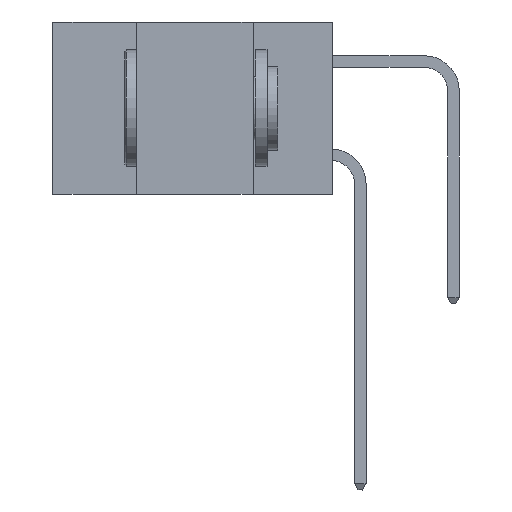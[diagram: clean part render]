
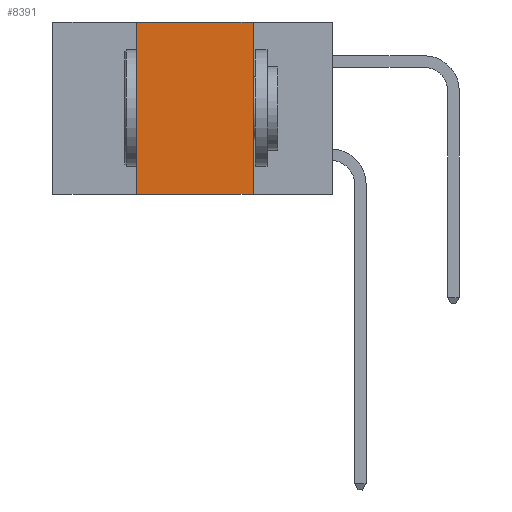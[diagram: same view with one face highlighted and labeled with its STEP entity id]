
A CAD part, left-side view. The second image highlights one B-rep face of the part: STEP entity #8391.
In plain terms, the highlighted planar face has unit normal (-1, 0, 0).
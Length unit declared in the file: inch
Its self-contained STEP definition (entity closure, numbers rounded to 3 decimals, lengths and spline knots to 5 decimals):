
#156 = VERTEX_POINT ( 'NONE', #6513 ) ;
#324 = PLANE ( 'NONE',  #5851 ) ;
#599 = ORIENTED_EDGE ( 'NONE', *, *, #10037, .F. ) ;
#638 = CARTESIAN_POINT ( 'NONE',  ( 0., 0.6, -0.37 ) ) ;
#792 = ORIENTED_EDGE ( 'NONE', *, *, #9372, .F. ) ;
#1382 = LINE ( 'NONE', #9146, #10827 ) ;
#1544 = DIRECTION ( 'NONE',  ( 0., -1., 0. ) ) ;
#1552 = VECTOR ( 'NONE', #5588, 39.37008 ) ;
#2779 = DIRECTION ( 'NONE',  ( 0., 0., -1. ) ) ;
#3218 = EDGE_CURVE ( 'NONE', #156, #7641, #3331, .T. ) ;
#3331 = LINE ( 'NONE', #638, #7899 ) ;
#3553 = EDGE_CURVE ( 'NONE', #9815, #9513, #7477, .T. ) ;
#3779 = CARTESIAN_POINT ( 'NONE',  ( 0., 0.17, -0.37 ) ) ;
#3944 = CARTESIAN_POINT ( 'NONE',  ( 0., 0.17, 0. ) ) ;
#4138 = DIRECTION ( 'NONE',  ( 1., 0., 0. ) ) ;
#4331 = CARTESIAN_POINT ( 'NONE',  ( 0., 0.6, 0. ) ) ;
#4481 = VECTOR ( 'NONE', #6791, 39.37008 ) ;
#5260 = CARTESIAN_POINT ( 'NONE',  ( 0., 0.42, 0. ) ) ;
#5588 = DIRECTION ( 'NONE',  ( 0., 0., 1. ) ) ;
#5851 = AXIS2_PLACEMENT_3D ( 'NONE', #9552, #4138, #10459 ) ;
#6475 = CARTESIAN_POINT ( 'NONE',  ( 0., 0.42, 0. ) ) ;
#6513 = CARTESIAN_POINT ( 'NONE',  ( 0., 0.42, -0.37 ) ) ;
#6548 = ORIENTED_EDGE ( 'NONE', *, *, #3553, .F. ) ;
#6791 = DIRECTION ( 'NONE',  ( 0., -1., 0. ) ) ;
#6857 = ORIENTED_EDGE ( 'NONE', *, *, #3218, .T. ) ;
#6979 = EDGE_LOOP ( 'NONE', ( #599, #6548, #792, #6857 ) ) ;
#7374 = FACE_OUTER_BOUND ( 'NONE', #6979, .T. ) ;
#7477 = LINE ( 'NONE', #4331, #4481 ) ;
#7641 = VERTEX_POINT ( 'NONE', #3779 ) ;
#7899 = VECTOR ( 'NONE', #1544, 39.37008 ) ;
#8391 = ADVANCED_FACE ( 'NONE', ( #7374 ), #324, .F. ) ;
#8862 = LINE ( 'NONE', #6475, #1552 ) ;
#9146 = CARTESIAN_POINT ( 'NONE',  ( 0., 0.17, 0. ) ) ;
#9372 = EDGE_CURVE ( 'NONE', #156, #9815, #8862, .T. ) ;
#9513 = VERTEX_POINT ( 'NONE', #3944 ) ;
#9552 = CARTESIAN_POINT ( 'NONE',  ( 0., 0.6, 0. ) ) ;
#9815 = VERTEX_POINT ( 'NONE', #5260 ) ;
#10037 = EDGE_CURVE ( 'NONE', #9513, #7641, #1382, .T. ) ;
#10459 = DIRECTION ( 'NONE',  ( 0., 0., -1. ) ) ;
#10827 = VECTOR ( 'NONE', #2779, 39.37008 ) ;
